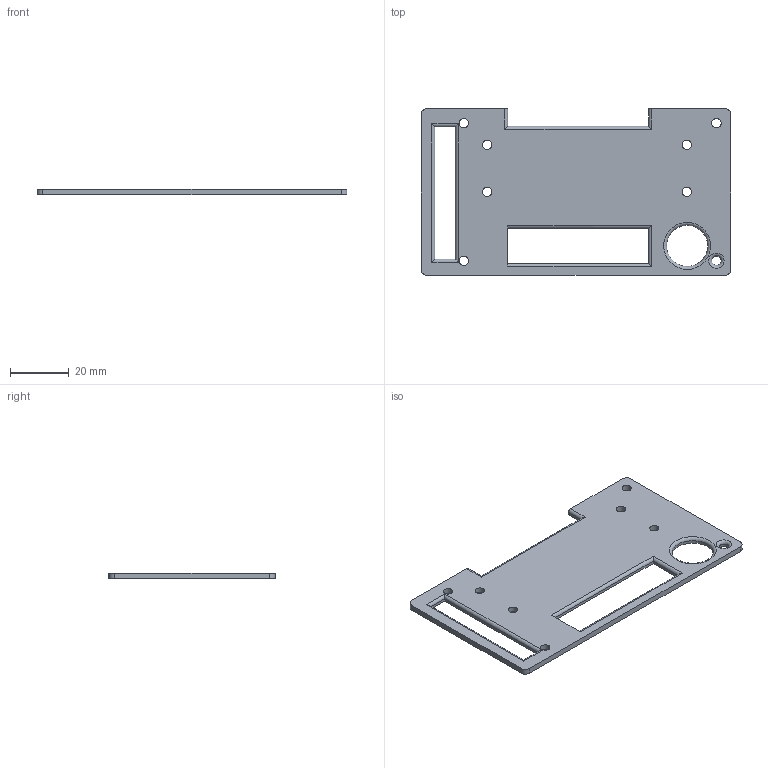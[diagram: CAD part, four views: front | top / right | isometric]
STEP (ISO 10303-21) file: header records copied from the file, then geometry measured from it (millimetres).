
FILE_DESCRIPTION(('FreeCAD Model'),'2;1');
FILE_NAME('Open CASCADE Shape Model','2021-12-21T21:00:57',('Author'),( ''),'Open CASCADE STEP processor 7.5','FreeCAD','Unknown');
FILE_SCHEMA(('AUTOMOTIVE_DESIGN { 1 0 10303 214 1 1 1 1 }'));
Length unit declared in the file: millimetre
Products named in the file (1): lid.cover
Bounding box: 105.5 x 56.7 x 2 mm (x, y, z)
Volume: 9090.9 mm3; surface area: 10387.1 mm2
Topology: 1 solids, 1 shells, 43 faces, 115 edges, 74 vertices
Faces by surface type: cylinder 23, plane 18, torus 2
Full cylindrical faces by diameter (mm): 3.2 x8, 14 x1
Entity records: 3006 total; most frequent: CARTESIAN_POINT 625, DIRECTION 445, LINE 247, VECTOR 247, ORIENTED_EDGE 230, PCURVE 230, DEFINITIONAL_REPRESENTATION 230, EDGE_CURVE 115
